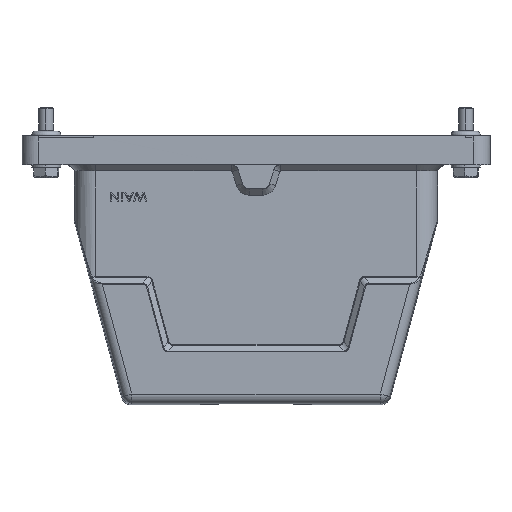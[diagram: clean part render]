
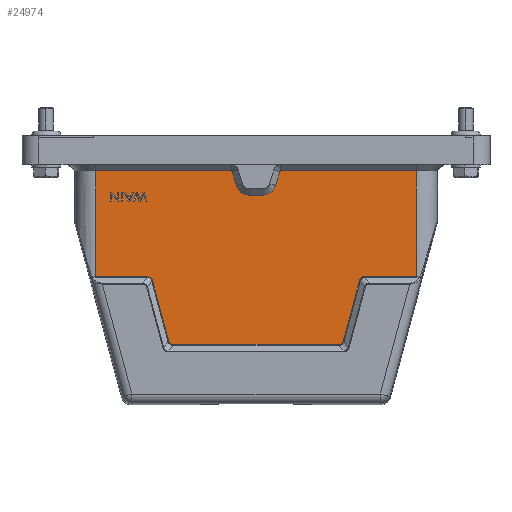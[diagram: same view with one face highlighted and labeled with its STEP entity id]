
A CAD part, front view. The second image highlights one B-rep face of the part: STEP entity #24974.
In plain terms, the highlighted planar face has unit normal (0, -1, 0).
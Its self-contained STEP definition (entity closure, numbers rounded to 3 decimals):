
#15073=PLANE('',#49572);
#16979=LINE('',#62910,#20975);
#16981=LINE('',#62936,#20977);
#16983=LINE('',#62962,#20979);
#16985=LINE('',#62986,#20981);
#16987=LINE('',#62994,#20983);
#20975=VECTOR('',#52642,1.);
#20977=VECTOR('',#52648,1.);
#20979=VECTOR('',#52654,1.);
#20981=VECTOR('',#52660,1.);
#20983=VECTOR('',#52664,1.);
#24974=ADVANCED_FACE('NONE',(#26744),#15073,.T.);
#26744=FACE_OUTER_BOUND('',#28207,.T.);
#28207=EDGE_LOOP('',(#30310,#30311,#30312,#30313,#30314,#30315,#30316,#30317,
#30318,#30319,#30320,#30321,#30322,#30323,#30324,#30325,#30326,#30327,#30328,
#30329));
#30310=ORIENTED_EDGE('',*,*,#43023,.F.);
#30311=ORIENTED_EDGE('',*,*,#43024,.F.);
#30312=ORIENTED_EDGE('',*,*,#42999,.T.);
#30313=ORIENTED_EDGE('',*,*,#42983,.T.);
#30314=ORIENTED_EDGE('',*,*,#42996,.T.);
#30315=ORIENTED_EDGE('',*,*,#42993,.T.);
#30316=ORIENTED_EDGE('',*,*,#42990,.T.);
#30317=ORIENTED_EDGE('',*,*,#42987,.T.);
#30318=ORIENTED_EDGE('',*,*,#43022,.T.);
#30319=ORIENTED_EDGE('',*,*,#43025,.F.);
#30320=ORIENTED_EDGE('',*,*,#43026,.F.);
#30321=ORIENTED_EDGE('',*,*,#42975,.T.);
#30322=ORIENTED_EDGE('',*,*,#42972,.T.);
#30323=ORIENTED_EDGE('',*,*,#42969,.T.);
#30324=ORIENTED_EDGE('',*,*,#42966,.T.);
#30325=ORIENTED_EDGE('',*,*,#42963,.T.);
#30326=ORIENTED_EDGE('',*,*,#42960,.T.);
#30327=ORIENTED_EDGE('',*,*,#42957,.T.);
#30328=ORIENTED_EDGE('',*,*,#42954,.T.);
#30329=ORIENTED_EDGE('',*,*,#42978,.T.);
#37429=VERTEX_POINT('',#62870);
#37435=VERTEX_POINT('',#62897);
#37436=VERTEX_POINT('',#62902);
#37438=VERTEX_POINT('',#62911);
#37440=VERTEX_POINT('',#62928);
#37442=VERTEX_POINT('',#62937);
#37444=VERTEX_POINT('',#62954);
#37446=VERTEX_POINT('',#62963);
#37448=VERTEX_POINT('',#62978);
#37450=VERTEX_POINT('',#62987);
#37453=VERTEX_POINT('',#63017);
#37455=VERTEX_POINT('',#63023);
#37458=VERTEX_POINT('',#63039);
#37459=VERTEX_POINT('',#63044);
#37461=VERTEX_POINT('',#63058);
#37463=VERTEX_POINT('',#63070);
#37466=VERTEX_POINT('',#63101);
#37482=VERTEX_POINT('',#63210);
#37483=VERTEX_POINT('',#63220);
#37484=VERTEX_POINT('',#63229);
#42954=EDGE_CURVE('NONE',#37436,#37435,#48830,.T.);
#42957=EDGE_CURVE('NONE',#37438,#37436,#16979,.T.);
#42960=EDGE_CURVE('NONE',#37440,#37438,#48834,.T.);
#42963=EDGE_CURVE('NONE',#37442,#37440,#16981,.T.);
#42966=EDGE_CURVE('NONE',#37444,#37442,#48838,.T.);
#42969=EDGE_CURVE('NONE',#37446,#37444,#16983,.T.);
#42972=EDGE_CURVE('NONE',#37448,#37446,#48842,.T.);
#42975=EDGE_CURVE('NONE',#37450,#37448,#16985,.T.);
#42978=EDGE_CURVE('NONE',#37435,#37429,#16987,.T.);
#42983=EDGE_CURVE('NONE',#37455,#37453,#48848,.T.);
#42987=EDGE_CURVE('NONE',#37459,#37458,#48852,.T.);
#42990=EDGE_CURVE('NONE',#37461,#37459,#48854,.T.);
#42993=EDGE_CURVE('NONE',#37463,#37461,#48856,.T.);
#42996=EDGE_CURVE('NONE',#37453,#37463,#48859,.T.);
#42999=EDGE_CURVE('NONE',#37466,#37455,#48862,.T.);
#43022=EDGE_CURVE('NONE',#37458,#37482,#48883,.T.);
#43023=EDGE_CURVE('NONE',#37483,#37429,#48884,.T.);
#43024=EDGE_CURVE('NONE',#37466,#37483,#48885,.T.);
#43025=EDGE_CURVE('NONE',#37484,#37482,#48886,.T.);
#43026=EDGE_CURVE('NONE',#37450,#37484,#48887,.T.);
#48830=B_SPLINE_CURVE_WITH_KNOTS('',3,(#62898,#62899,#62900,#62901),
 .UNSPECIFIED.,.F.,.F.,(4,4),(0.,1.),.UNSPECIFIED.);
#48834=B_SPLINE_CURVE_WITH_KNOTS('',3,(#62924,#62925,#62926,#62927),
 .UNSPECIFIED.,.F.,.F.,(4,4),(0.,1.),.UNSPECIFIED.);
#48838=B_SPLINE_CURVE_WITH_KNOTS('',3,(#62950,#62951,#62952,#62953),
 .UNSPECIFIED.,.F.,.F.,(4,4),(0.,1.),.UNSPECIFIED.);
#48842=B_SPLINE_CURVE_WITH_KNOTS('',3,(#62974,#62975,#62976,#62977),
 .UNSPECIFIED.,.F.,.F.,(4,4),(0.,1.),.UNSPECIFIED.);
#48848=B_SPLINE_CURVE_WITH_KNOTS('',3,(#63019,#63020,#63021,#63022),
 .UNSPECIFIED.,.F.,.F.,(4,4),(0.,1.),.UNSPECIFIED.);
#48852=B_SPLINE_CURVE_WITH_KNOTS('',3,(#63040,#63041,#63042,#63043),
 .UNSPECIFIED.,.F.,.F.,(4,4),(0.,1.),.UNSPECIFIED.);
#48854=B_SPLINE_CURVE_WITH_KNOTS('',3,(#63052,#63053,#63054,#63055,#63056,
#63057),.UNSPECIFIED.,.F.,.F.,(4,2,4),(0.,0.5,1.),.UNSPECIFIED.);
#48856=B_SPLINE_CURVE_WITH_KNOTS('',3,(#63066,#63067,#63068,#63069),
 .UNSPECIFIED.,.F.,.F.,(4,4),(0.,1.),.UNSPECIFIED.);
#48859=B_SPLINE_CURVE_WITH_KNOTS('',3,(#63081,#63082,#63083,#63084,#63085,
#63086),.UNSPECIFIED.,.F.,.F.,(4,2,4),(0.,0.5,1.),.UNSPECIFIED.);
#48862=B_SPLINE_CURVE_WITH_KNOTS('',3,(#63097,#63098,#63099,#63100),
 .UNSPECIFIED.,.F.,.F.,(4,4),(0.,1.),.UNSPECIFIED.);
#48883=B_SPLINE_CURVE_WITH_KNOTS('',3,(#63211,#63212,#63213,#63214),
 .UNSPECIFIED.,.F.,.F.,(4,4),(0.,1.),.UNSPECIFIED.);
#48884=B_SPLINE_CURVE_WITH_KNOTS('',3,(#63216,#63217,#63218,#63219),
 .UNSPECIFIED.,.F.,.F.,(4,4),(0.,1.),.UNSPECIFIED.);
#48885=B_SPLINE_CURVE_WITH_KNOTS('',3,(#63221,#63222,#63223,#63224),
 .UNSPECIFIED.,.F.,.F.,(4,4),(0.,1.),.UNSPECIFIED.);
#48886=B_SPLINE_CURVE_WITH_KNOTS('',3,(#63225,#63226,#63227,#63228),
 .UNSPECIFIED.,.F.,.F.,(4,4),(0.,1.),.UNSPECIFIED.);
#48887=B_SPLINE_CURVE_WITH_KNOTS('',3,(#63230,#63231,#63232,#63233),
 .UNSPECIFIED.,.F.,.F.,(4,4),(0.,1.),.UNSPECIFIED.);
#49572=AXIS2_PLACEMENT_3D('',#63234,#52699,#52700);
#52642=DIRECTION('',(0.259,0.,0.966));
#52648=DIRECTION('',(1.,0.,0.));
#52654=DIRECTION('',(0.259,0.,-0.966));
#52660=DIRECTION('',(1.,0.,0.));
#52664=DIRECTION('',(1.,0.,0.));
#52699=DIRECTION('',(0.,-1.,0.));
#52700=DIRECTION('',(0.,0.,-1.));
#62870=CARTESIAN_POINT('',(66.186,-26.4,-20.131));
#62897=CARTESIAN_POINT('',(44.992,-26.4,-20.131));
#62898=CARTESIAN_POINT('',(42.637,-26.4,-21.966));
#62899=CARTESIAN_POINT('',(42.953,-26.4,-20.787));
#62900=CARTESIAN_POINT('',(43.793,-26.4,-20.132));
#62901=CARTESIAN_POINT('',(44.992,-26.4,-20.131));
#62902=CARTESIAN_POINT('',(42.637,-26.4,-21.966));
#62910=CARTESIAN_POINT('',(35.952,-26.4,-46.915));
#62911=CARTESIAN_POINT('',(35.952,-26.4,-46.915));
#62924=CARTESIAN_POINT('',(34.244,-26.4,-48.225));
#62925=CARTESIAN_POINT('',(35.105,-26.4,-48.225));
#62926=CARTESIAN_POINT('',(35.727,-26.4,-47.753));
#62927=CARTESIAN_POINT('',(35.952,-26.4,-46.915));
#62928=CARTESIAN_POINT('',(34.244,-26.4,-48.225));
#62936=CARTESIAN_POINT('',(-75.,-26.4,-48.225));
#62937=CARTESIAN_POINT('',(-34.244,-26.4,-48.225));
#62950=CARTESIAN_POINT('',(-35.952,-26.4,-46.915));
#62951=CARTESIAN_POINT('',(-35.729,-26.4,-47.747));
#62952=CARTESIAN_POINT('',(-35.112,-26.4,-48.225));
#62953=CARTESIAN_POINT('',(-34.244,-26.4,-48.225));
#62954=CARTESIAN_POINT('',(-35.952,-26.4,-46.915));
#62962=CARTESIAN_POINT('',(-42.637,-26.4,-21.966));
#62963=CARTESIAN_POINT('',(-42.637,-26.4,-21.966));
#62974=CARTESIAN_POINT('',(-44.992,-26.4,-20.131));
#62975=CARTESIAN_POINT('',(-43.796,-26.4,-20.132));
#62976=CARTESIAN_POINT('',(-42.954,-26.4,-20.783));
#62977=CARTESIAN_POINT('',(-42.637,-26.4,-21.966));
#62978=CARTESIAN_POINT('',(-44.992,-26.4,-20.131));
#62986=CARTESIAN_POINT('',(-75.,-26.4,-20.131));
#62987=CARTESIAN_POINT('',(-66.186,-26.4,-20.131));
#62994=CARTESIAN_POINT('',(-75.,-26.4,-20.131));
#63017=CARTESIAN_POINT('',(8.093,-26.4,17.37));
#63019=CARTESIAN_POINT('',(9.811,-26.4,23.094));
#63020=CARTESIAN_POINT('',(9.238,-26.4,21.186));
#63021=CARTESIAN_POINT('',(8.666,-26.4,19.278));
#63022=CARTESIAN_POINT('',(8.093,-26.4,17.37));
#63023=CARTESIAN_POINT('',(9.811,-26.4,23.094));
#63039=CARTESIAN_POINT('',(-9.811,-26.4,23.094));
#63040=CARTESIAN_POINT('',(-8.093,-26.4,17.37));
#63041=CARTESIAN_POINT('',(-8.666,-26.4,19.278));
#63042=CARTESIAN_POINT('',(-9.238,-26.4,21.186));
#63043=CARTESIAN_POINT('',(-9.811,-26.4,23.094));
#63044=CARTESIAN_POINT('',(-8.093,-26.4,17.37));
#63052=CARTESIAN_POINT('',(-2.768,-26.4,13.408));
#63053=CARTESIAN_POINT('',(-3.932,-26.4,13.408));
#63054=CARTESIAN_POINT('',(-5.103,-26.4,13.775));
#63055=CARTESIAN_POINT('',(-7.071,-26.4,15.239));
#63056=CARTESIAN_POINT('',(-7.759,-26.4,16.254));
#63057=CARTESIAN_POINT('',(-8.093,-26.4,17.37));
#63058=CARTESIAN_POINT('',(-2.768,-26.4,13.408));
#63066=CARTESIAN_POINT('',(2.768,-26.4,13.408));
#63067=CARTESIAN_POINT('',(0.923,-26.4,13.408));
#63068=CARTESIAN_POINT('',(-0.923,-26.4,13.408));
#63069=CARTESIAN_POINT('',(-2.768,-26.4,13.408));
#63070=CARTESIAN_POINT('',(2.768,-26.4,13.408));
#63081=CARTESIAN_POINT('',(8.093,-26.4,17.37));
#63082=CARTESIAN_POINT('',(7.759,-26.4,16.255));
#63083=CARTESIAN_POINT('',(7.07,-26.4,15.239));
#63084=CARTESIAN_POINT('',(5.103,-26.4,13.775));
#63085=CARTESIAN_POINT('',(3.933,-26.4,13.408));
#63086=CARTESIAN_POINT('',(2.768,-26.4,13.408));
#63097=CARTESIAN_POINT('',(10.232,-26.4,23.408));
#63098=CARTESIAN_POINT('',(10.038,-26.4,23.406));
#63099=CARTESIAN_POINT('',(9.868,-26.4,23.283));
#63100=CARTESIAN_POINT('',(9.811,-26.4,23.094));
#63101=CARTESIAN_POINT('',(10.232,-26.4,23.408));
#63210=CARTESIAN_POINT('',(-10.232,-26.4,23.408));
#63211=CARTESIAN_POINT('',(-9.811,-26.4,23.094));
#63212=CARTESIAN_POINT('',(-9.868,-26.4,23.279));
#63213=CARTESIAN_POINT('',(-10.035,-26.4,23.407));
#63214=CARTESIAN_POINT('',(-10.232,-26.4,23.408));
#63216=CARTESIAN_POINT('',(66.186,-26.4,23.408));
#63217=CARTESIAN_POINT('',(66.186,-26.4,8.895));
#63218=CARTESIAN_POINT('',(66.186,-26.4,-5.618));
#63219=CARTESIAN_POINT('',(66.186,-26.4,-20.131));
#63220=CARTESIAN_POINT('',(66.186,-26.4,23.408));
#63221=CARTESIAN_POINT('',(10.232,-26.4,23.408));
#63222=CARTESIAN_POINT('',(28.883,-26.4,23.408));
#63223=CARTESIAN_POINT('',(47.535,-26.4,23.408));
#63224=CARTESIAN_POINT('',(66.186,-26.4,23.408));
#63225=CARTESIAN_POINT('',(-66.186,-26.4,23.408));
#63226=CARTESIAN_POINT('',(-47.535,-26.4,23.408));
#63227=CARTESIAN_POINT('',(-28.883,-26.4,23.408));
#63228=CARTESIAN_POINT('',(-10.232,-26.4,23.408));
#63229=CARTESIAN_POINT('',(-66.186,-26.4,23.408));
#63230=CARTESIAN_POINT('',(-66.186,-26.4,-20.131));
#63231=CARTESIAN_POINT('',(-66.186,-26.4,-5.618));
#63232=CARTESIAN_POINT('',(-66.186,-26.4,8.895));
#63233=CARTESIAN_POINT('',(-66.186,-26.4,23.408));
#63234=CARTESIAN_POINT('',(-75.,-26.4,25.968));
